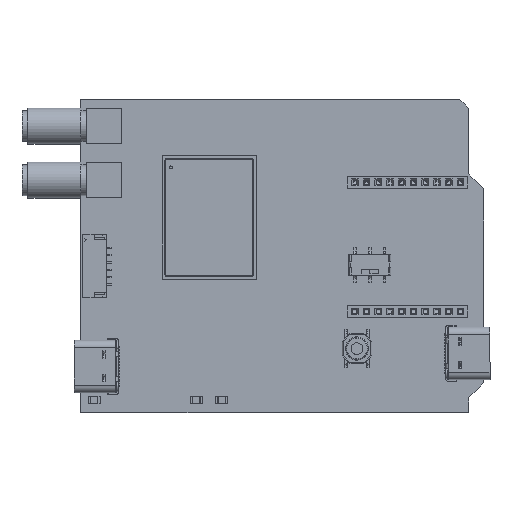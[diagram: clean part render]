
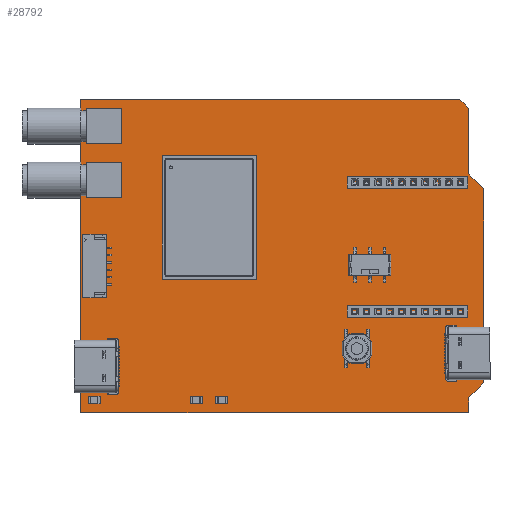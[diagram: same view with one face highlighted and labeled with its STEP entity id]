
A CAD part, top view. The second image highlights one B-rep face of the part: STEP entity #28792.
In plain terms, the highlighted planar face has unit normal (0, 0, 1).
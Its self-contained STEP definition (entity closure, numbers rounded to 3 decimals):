
#786 = DIRECTION ( 'NONE',  ( 0.707, 0.707, 0. ) ) ;
#5931 = CARTESIAN_POINT ( 'NONE',  ( 66.04, 2.54, 0. ) ) ;
#7366 = EDGE_CURVE ( 'NONE', #33647, #20475, #43088, .T. ) ;
#7809 = VECTOR ( 'NONE', #63187, 1000. ) ;
#11665 = VECTOR ( 'NONE', #23121, 1000. ) ;
#12993 = CARTESIAN_POINT ( 'NONE',  ( 66.04, 2.54, 0. ) ) ;
#13339 = CARTESIAN_POINT ( 'NONE',  ( 66.04, 51.816, 0. ) ) ;
#13981 = VERTEX_POINT ( 'NONE', #21166 ) ;
#16874 = LINE ( 'NONE', #28786, #43679 ) ;
#17325 = CARTESIAN_POINT ( 'NONE',  ( 0., 53.34, 0. ) ) ;
#17626 = DIRECTION ( 'NONE',  ( -0.707, 0.707, 0. ) ) ;
#18153 = ORIENTED_EDGE ( 'NONE', *, *, #44289, .T. ) ;
#18221 = VERTEX_POINT ( 'NONE', #71718 ) ;
#18935 = EDGE_CURVE ( 'NONE', #29344, #13981, #74087, .T. ) ;
#20391 = VECTOR ( 'NONE', #786, 1000. ) ;
#20475 = VERTEX_POINT ( 'NONE', #13339 ) ;
#20899 = EDGE_CURVE ( 'NONE', #13981, #21442, #31124, .T. ) ;
#21166 = CARTESIAN_POINT ( 'NONE',  ( 68.58, 5.08, 0. ) ) ;
#21442 = VERTEX_POINT ( 'NONE', #32197 ) ;
#21880 = DIRECTION ( 'NONE',  ( -1., 0., 0. ) ) ;
#22449 = ORIENTED_EDGE ( 'NONE', *, *, #29611, .T. ) ;
#22989 = VECTOR ( 'NONE', #55297, 1000. ) ;
#23121 = DIRECTION ( 'NONE',  ( 0., 1., 0. ) ) ;
#23932 = FACE_OUTER_BOUND ( 'NONE', #43332, .T. ) ;
#24390 = CARTESIAN_POINT ( 'NONE',  ( 68.58, 5.08, 0. ) ) ;
#24729 = VERTEX_POINT ( 'NONE', #26461 ) ;
#26461 = CARTESIAN_POINT ( 'NONE',  ( 66.04, 0., 0. ) ) ;
#28558 = CARTESIAN_POINT ( 'NONE',  ( 0., 53.34, 0. ) ) ;
#28786 = CARTESIAN_POINT ( 'NONE',  ( 68.58, 38.1, 0. ) ) ;
#28792 = ADVANCED_FACE ( 'NONE', ( #23932 ), #64775, .T. ) ;
#29344 = VERTEX_POINT ( 'NONE', #12993 ) ;
#29611 = EDGE_CURVE ( 'NONE', #18221, #24729, #75460, .T. ) ;
#30322 = LINE ( 'NONE', #54486, #60833 ) ;
#31124 = LINE ( 'NONE', #24390, #22989 ) ;
#32197 = CARTESIAN_POINT ( 'NONE',  ( 68.58, 38.1, 0. ) ) ;
#33647 = VERTEX_POINT ( 'NONE', #58896 ) ;
#33686 = EDGE_CURVE ( 'NONE', #20475, #61747, #30322, .T. ) ;
#34247 = LINE ( 'NONE', #40600, #11665 ) ;
#35070 = DIRECTION ( 'NONE',  ( 1., 0., 0. ) ) ;
#37115 = CARTESIAN_POINT ( 'NONE',  ( 66.04, 40.64, 0. ) ) ;
#40600 = CARTESIAN_POINT ( 'NONE',  ( 66.04, 0., 0. ) ) ;
#42473 = ORIENTED_EDGE ( 'NONE', *, *, #18935, .T. ) ;
#43088 = LINE ( 'NONE', #37115, #60606 ) ;
#43332 = EDGE_LOOP ( 'NONE', ( #69910, #22449, #77965, #42473, #65800, #18153, #73205, #49451, #45956 ) ) ;
#43484 = DIRECTION ( 'NONE',  ( 0., 1., 0. ) ) ;
#43679 = VECTOR ( 'NONE', #76335, 1000. ) ;
#44115 = VECTOR ( 'NONE', #21880, 1000. ) ;
#44289 = EDGE_CURVE ( 'NONE', #21442, #33647, #16874, .T. ) ;
#44720 = AXIS2_PLACEMENT_3D ( 'NONE', #52526, #77838, #35070 ) ;
#45956 = ORIENTED_EDGE ( 'NONE', *, *, #49474, .T. ) ;
#48682 = VECTOR ( 'NONE', #53025, 1000. ) ;
#49451 = ORIENTED_EDGE ( 'NONE', *, *, #33686, .T. ) ;
#49474 = EDGE_CURVE ( 'NONE', #61747, #61195, #52027, .T. ) ;
#49753 = CARTESIAN_POINT ( 'NONE',  ( 0., 0., 0. ) ) ;
#51735 = EDGE_CURVE ( 'NONE', #24729, #29344, #34247, .T. ) ;
#52027 = LINE ( 'NONE', #58755, #44115 ) ;
#52526 = CARTESIAN_POINT ( 'NONE',  ( 0., 0., 0. ) ) ;
#53025 = DIRECTION ( 'NONE',  ( 0., -1., 0. ) ) ;
#53824 = CARTESIAN_POINT ( 'NONE',  ( 64.516, 53.34, 0. ) ) ;
#54486 = CARTESIAN_POINT ( 'NONE',  ( 66.04, 51.816, 0. ) ) ;
#55073 = EDGE_CURVE ( 'NONE', #61195, #18221, #65682, .T. ) ;
#55297 = DIRECTION ( 'NONE',  ( 0., 1., 0. ) ) ;
#58755 = CARTESIAN_POINT ( 'NONE',  ( 64.516, 53.34, 0. ) ) ;
#58896 = CARTESIAN_POINT ( 'NONE',  ( 66.04, 40.64, 0. ) ) ;
#60606 = VECTOR ( 'NONE', #43484, 1000. ) ;
#60833 = VECTOR ( 'NONE', #17626, 1000. ) ;
#61195 = VERTEX_POINT ( 'NONE', #28558 ) ;
#61747 = VERTEX_POINT ( 'NONE', #53824 ) ;
#63187 = DIRECTION ( 'NONE',  ( 1., 0., 0. ) ) ;
#64775 = PLANE ( 'NONE',  #44720 ) ;
#65682 = LINE ( 'NONE', #17325, #48682 ) ;
#65800 = ORIENTED_EDGE ( 'NONE', *, *, #20899, .T. ) ;
#69910 = ORIENTED_EDGE ( 'NONE', *, *, #55073, .T. ) ;
#71718 = CARTESIAN_POINT ( 'NONE',  ( 0., 0., 0. ) ) ;
#73205 = ORIENTED_EDGE ( 'NONE', *, *, #7366, .T. ) ;
#74087 = LINE ( 'NONE', #5931, #20391 ) ;
#75460 = LINE ( 'NONE', #49753, #7809 ) ;
#76335 = DIRECTION ( 'NONE',  ( -0.707, 0.707, 0. ) ) ;
#77838 = DIRECTION ( 'NONE',  ( 0., 0., 1. ) ) ;
#77965 = ORIENTED_EDGE ( 'NONE', *, *, #51735, .T. ) ;
